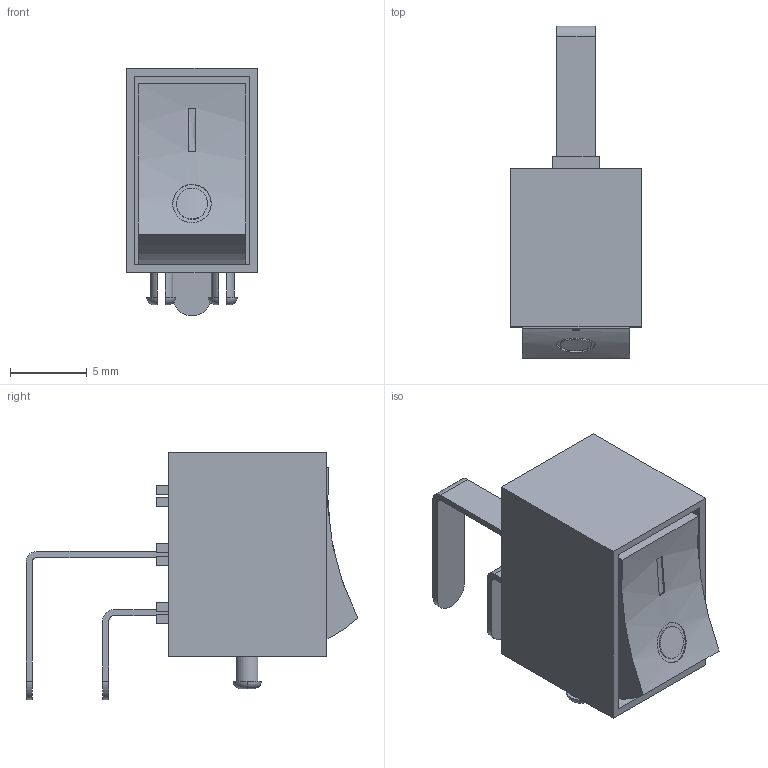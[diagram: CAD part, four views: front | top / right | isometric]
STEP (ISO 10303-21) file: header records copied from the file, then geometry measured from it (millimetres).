
FILE_DESCRIPTION (( 'STEP AP214' ), '1' );
FILE_NAME ('SW-TH_SS01-BBIWL-RP20-R.step', '2022-07-26T17:32:44', ( '' ), ( '' ), 'SwSTEP 2.0', 'SolidWorks 2020', '' );
FILE_SCHEMA (( 'AUTOMOTIVE_DESIGN' ));
Length unit declared in the file: millimetre
Products named in the file (1): SW-TH_SS01-BBIWL-RP20-R
Bounding box: 8.5 x 21.62 x 16.1 mm (x, y, z)
Volume: 1221.1 mm3; surface area: 1141.7 mm2
Topology: 14 solids, 14 shells, 347 faces, 956 edges, 660 vertices
Faces by surface type: plane 218, bspline 104, cylinder 17, torus 8
Entity records: 15954 total; most frequent: CARTESIAN_POINT 4674, ORIENTED_EDGE 1900, DIRECTION 1256, EDGE_CURVE 950, LINE 660, VECTOR 660, VERTEX_POINT 650, EDGE_LOOP 378
